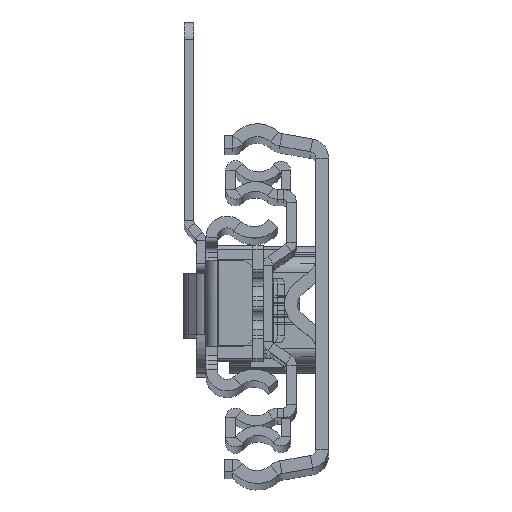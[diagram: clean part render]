
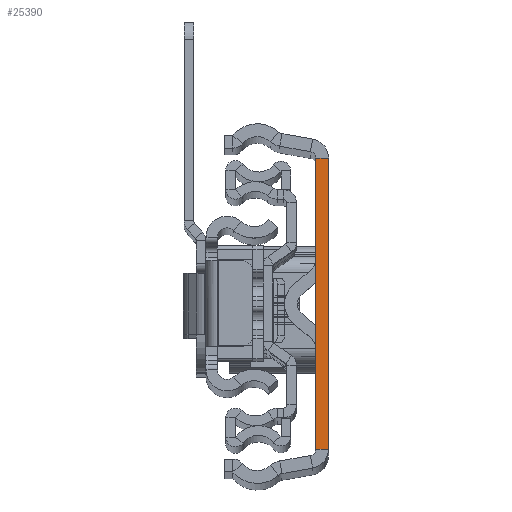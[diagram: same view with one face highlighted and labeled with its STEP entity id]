
A CAD part, top view. The second image highlights one B-rep face of the part: STEP entity #25390.
In plain terms, the highlighted planar face has unit normal (0, 0, 1).
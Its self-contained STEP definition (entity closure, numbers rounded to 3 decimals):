
#101 = VERTEX_POINT ( 'NONE', #5929 ) ;
#338 = LINE ( 'NONE', #26712, #1129 ) ;
#1129 = VECTOR ( 'NONE', #2791, 1000. ) ;
#1589 = LINE ( 'NONE', #6617, #14680 ) ;
#2243 = DIRECTION ( 'NONE',  ( 0., 1., 0. ) ) ;
#2522 = LINE ( 'NONE', #10825, #20560 ) ;
#2692 = VERTEX_POINT ( 'NONE', #4220 ) ;
#2791 = DIRECTION ( 'NONE',  ( 0., 1., 0. ) ) ;
#4220 = CARTESIAN_POINT ( 'NONE',  ( 0., 22.677, 0. ) ) ;
#5358 = VERTEX_POINT ( 'NONE', #20843 ) ;
#5929 = CARTESIAN_POINT ( 'NONE',  ( 0., -22.677, 0. ) ) ;
#6301 = CARTESIAN_POINT ( 'NONE',  ( 2., -22.677, 0. ) ) ;
#6617 = CARTESIAN_POINT ( 'NONE',  ( 2., 22.677, 0. ) ) ;
#7178 = EDGE_CURVE ( 'NONE', #2692, #9802, #1589, .T. ) ;
#8009 = ORIENTED_EDGE ( 'NONE', *, *, #12649, .T. ) ;
#9137 = ORIENTED_EDGE ( 'NONE', *, *, #18983, .F. ) ;
#9454 = ORIENTED_EDGE ( 'NONE', *, *, #15856, .T. ) ;
#9802 = VERTEX_POINT ( 'NONE', #18328 ) ;
#10825 = CARTESIAN_POINT ( 'NONE',  ( 2., -22.677, 0. ) ) ;
#11413 = CARTESIAN_POINT ( 'NONE',  ( 0., -22.677, 0. ) ) ;
#11471 = AXIS2_PLACEMENT_3D ( 'NONE', #6301, #14706, #13016 ) ;
#11593 = VECTOR ( 'NONE', #2243, 1000. ) ;
#12649 = EDGE_CURVE ( 'NONE', #5358, #9802, #338, .T. ) ;
#13016 = DIRECTION ( 'NONE',  ( 0., 1., 0. ) ) ;
#14680 = VECTOR ( 'NONE', #21634, 1000. ) ;
#14706 = DIRECTION ( 'NONE',  ( 0., 0., -1. ) ) ;
#15856 = EDGE_CURVE ( 'NONE', #101, #5358, #2522, .T. ) ;
#16990 = PLANE ( 'NONE',  #11471 ) ;
#17793 = DIRECTION ( 'NONE',  ( 1., 0., 0. ) ) ;
#18328 = CARTESIAN_POINT ( 'NONE',  ( 2., 22.677, 0. ) ) ;
#18983 = EDGE_CURVE ( 'NONE', #101, #2692, #24449, .T. ) ;
#20560 = VECTOR ( 'NONE', #17793, 1000. ) ;
#20843 = CARTESIAN_POINT ( 'NONE',  ( 2., -22.677, 0. ) ) ;
#21634 = DIRECTION ( 'NONE',  ( 1., 0., 0. ) ) ;
#23431 = EDGE_LOOP ( 'NONE', ( #24485, #9137, #9454, #8009 ) ) ;
#23905 = FACE_OUTER_BOUND ( 'NONE', #23431, .T. ) ;
#24449 = LINE ( 'NONE', #11413, #11593 ) ;
#24485 = ORIENTED_EDGE ( 'NONE', *, *, #7178, .F. ) ;
#25390 = ADVANCED_FACE ( 'NONE', ( #23905 ), #16990, .F. ) ;
#26712 = CARTESIAN_POINT ( 'NONE',  ( 2., -22.677, 0. ) ) ;
